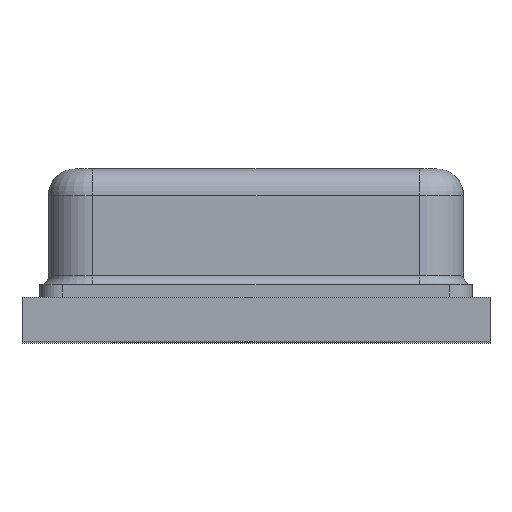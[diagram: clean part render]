
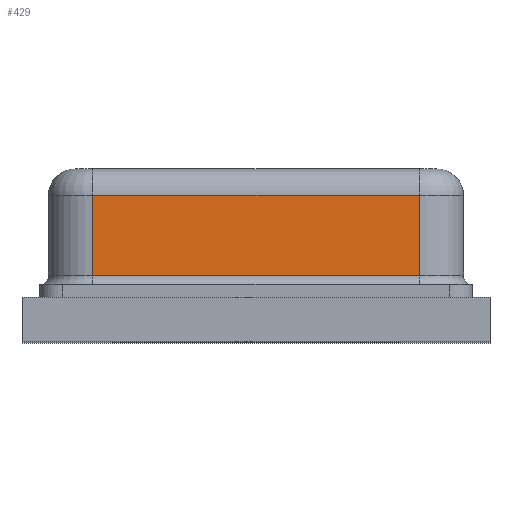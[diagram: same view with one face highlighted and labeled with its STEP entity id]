
A CAD part, top view. The second image highlights one B-rep face of the part: STEP entity #429.
In plain terms, the highlighted planar face has unit normal (0, 0, 1).
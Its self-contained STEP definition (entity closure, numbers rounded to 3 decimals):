
#28 = CARTESIAN_POINT ( 'NONE',  ( 0.925, 0.374, 1.6 ) ) ;
#80 = VERTEX_POINT ( 'NONE', #1670 ) ;
#93 = VERTEX_POINT ( 'NONE', #2682 ) ;
#218 = DIRECTION ( 'NONE',  ( 1., 0., 0. ) ) ;
#225 = VERTEX_POINT ( 'NONE', #3020 ) ;
#371 = EDGE_CURVE ( 'NONE', #80, #1976, #833, .T. ) ;
#429 = ADVANCED_FACE ( 'NONE', ( #2912 ), #2967, .F. ) ;
#468 = LINE ( 'NONE', #587, #1434 ) ;
#587 = CARTESIAN_POINT ( 'NONE',  ( 0.925, 5.93, 1.6 ) ) ;
#593 = DIRECTION ( 'NONE',  ( -1., 0., 0. ) ) ;
#600 = EDGE_CURVE ( 'NONE', #1976, #225, #1807, .T. ) ;
#802 = DIRECTION ( 'NONE',  ( 0., -1., 0. ) ) ;
#811 = EDGE_CURVE ( 'NONE', #225, #93, #2081, .T. ) ;
#812 = CARTESIAN_POINT ( 'NONE',  ( -0.925, 5.93, 1.6 ) ) ;
#833 = LINE ( 'NONE', #2047, #2861 ) ;
#1094 = DIRECTION ( 'NONE',  ( -1., 0., 0. ) ) ;
#1151 = DIRECTION ( 'NONE',  ( 0., -1., 0. ) ) ;
#1266 = ORIENTED_EDGE ( 'NONE', *, *, #3052, .F. ) ;
#1311 = ORIENTED_EDGE ( 'NONE', *, *, #600, .T. ) ;
#1434 = VECTOR ( 'NONE', #802, 1000. ) ;
#1453 = EDGE_LOOP ( 'NONE', ( #1266, #2123, #1311, #1777 ) ) ;
#1670 = CARTESIAN_POINT ( 'NONE',  ( 0.925, 0.83, 1.6 ) ) ;
#1777 = ORIENTED_EDGE ( 'NONE', *, *, #811, .T. ) ;
#1807 = LINE ( 'NONE', #1838, #1811 ) ;
#1811 = VECTOR ( 'NONE', #1151, 1000. ) ;
#1838 = CARTESIAN_POINT ( 'NONE',  ( -0.925, 5.93, 1.6 ) ) ;
#1976 = VERTEX_POINT ( 'NONE', #2797 ) ;
#2047 = CARTESIAN_POINT ( 'NONE',  ( -0.925, 0.83, 1.6 ) ) ;
#2081 = LINE ( 'NONE', #28, #2134 ) ;
#2123 = ORIENTED_EDGE ( 'NONE', *, *, #371, .T. ) ;
#2134 = VECTOR ( 'NONE', #218, 1000. ) ;
#2475 = AXIS2_PLACEMENT_3D ( 'NONE', #812, #2772, #593 ) ;
#2682 = CARTESIAN_POINT ( 'NONE',  ( 0.925, 0.374, 1.6 ) ) ;
#2772 = DIRECTION ( 'NONE',  ( 0., 0., -1. ) ) ;
#2797 = CARTESIAN_POINT ( 'NONE',  ( -0.925, 0.83, 1.6 ) ) ;
#2861 = VECTOR ( 'NONE', #1094, 1000. ) ;
#2912 = FACE_OUTER_BOUND ( 'NONE', #1453, .T. ) ;
#2967 = PLANE ( 'NONE',  #2475 ) ;
#3020 = CARTESIAN_POINT ( 'NONE',  ( -0.925, 0.374, 1.6 ) ) ;
#3052 = EDGE_CURVE ( 'NONE', #80, #93, #468, .T. ) ;
